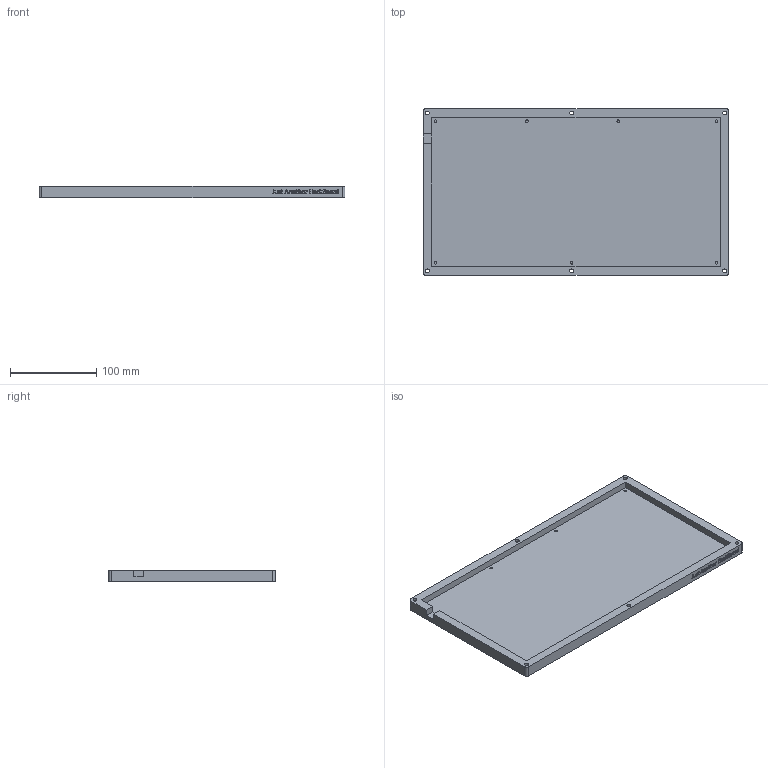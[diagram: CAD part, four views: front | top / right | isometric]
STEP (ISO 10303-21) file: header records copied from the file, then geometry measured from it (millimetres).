
FILE_DESCRIPTION(('FreeCAD Model'),'2;1');
FILE_NAME('Open CASCADE Shape Model','2025-03-19T15:54:25',(''),(''), 'Open CASCADE STEP processor 7.8','FreeCAD','Unknown');
FILE_SCHEMA(('AUTOMOTIVE_DESIGN { 1 0 10303 214 1 1 1 1 }'));
Length unit declared in the file: millimetre
Products named in the file (1): Body
Bounding box: 354.6 x 193.1 x 13 mm (x, y, z)
Volume: 418197.1 mm3; surface area: 161722.6 mm2
Topology: 1 solids, 1 shells, 962 faces, 2736 edges, 1824 vertices
Faces by surface type: extrusion 774, plane 159, cylinder 29
Full cylindrical faces by diameter (mm): 1.5 x4, 3 x7, 4.6 x6, 6 x6
Entity records: 32252 total; most frequent: CARTESIAN_POINT 10167, ORIENTED_EDGE 5472, EDGE_CURVE 2736, DIRECTION 2398, B_SPLINE_CURVE_WITH_KNOTS 2322, VECTOR 1904, VERTEX_POINT 1824, LINE 1130
